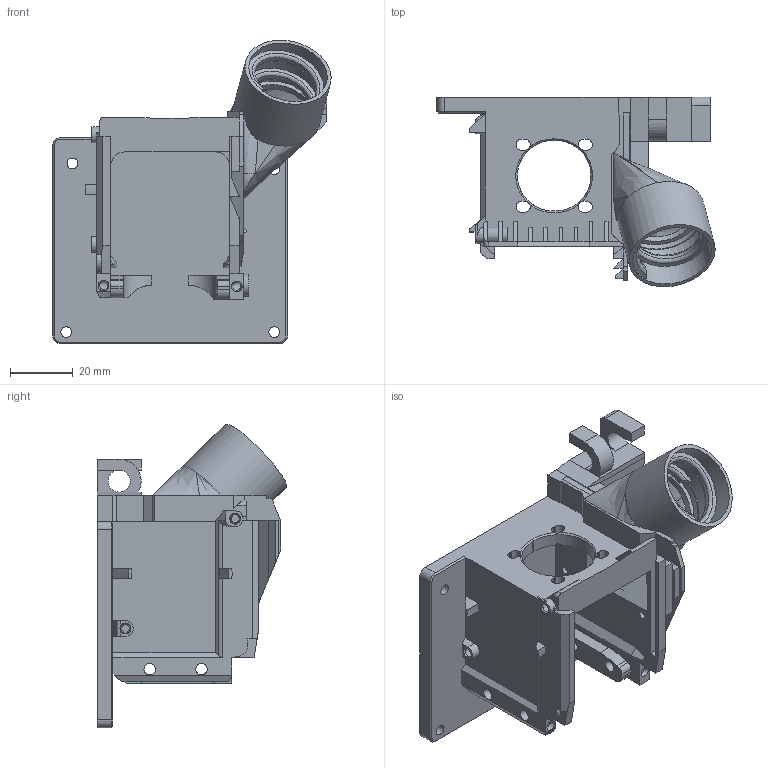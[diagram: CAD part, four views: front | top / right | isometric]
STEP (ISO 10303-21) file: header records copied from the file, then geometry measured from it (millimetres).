
FILE_DESCRIPTION(/* description */ ('','CAx-IF Rec.Pracs.---Representation and Presentation of Product Manufacturing Information (PMI)---4.0---2014-10-13'),/* implementation_level */ '2;1');
FILE_NAME(/* name */ 'Comgrow-T300_.step',/* time_stamp */ '2024-12-08T22:19:15+01:00',/* author */ (''),/* organization */ (''),/* preprocessor_version */ 'ST-DEVELOPER v20',/* originating_system */ 'Autodesk Translation Framework v13.20.0.188',/* authorisation */ '');
FILE_SCHEMA (('AP242_MANAGED_MODEL_BASED_3D_ENGINEERING_MIM_LF { 1 0 10303 442 1 1 4 }'));
Length unit declared in the file: millimetre
Products named in the file (1): Pellet Adapter von Marvin neu v57
Bounding box: 88.82 x 60.46 x 96.86 mm (x, y, z)
Volume: 56990.1 mm3; surface area: 36631.1 mm2
Topology: 1 solids, 4 shells, 427 faces, 1210 edges, 783 vertices
Faces by surface type: plane 275, cylinder 88, cone 44, bspline 20
Full cylindrical faces by diameter (mm): 2.3 x2, 2.5 x1, 2.6 x2, 3.4 x4, 3.7 x4, 20.7 x1, 22 x1, 24.6 x1, 25 x1, 25.4 x2, 25.5 x2, 28 x1
Entity records: 17396 total; most frequent: CARTESIAN_POINT 6282, ORIENTED_EDGE 2420, DIRECTION 2188, EDGE_CURVE 1210, LINE 808, VECTOR 808, VERTEX_POINT 783, AXIS2_PLACEMENT_3D 690
